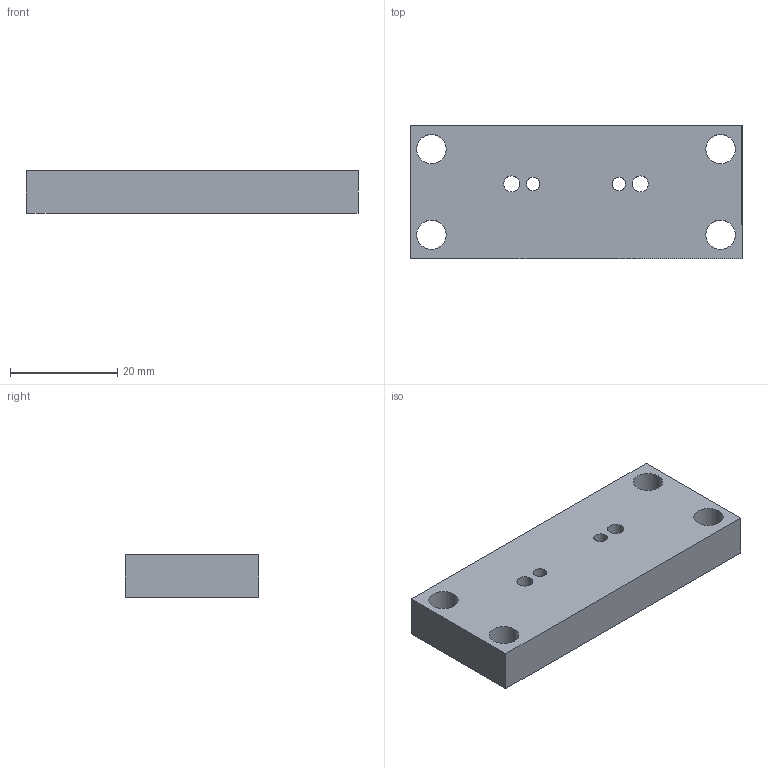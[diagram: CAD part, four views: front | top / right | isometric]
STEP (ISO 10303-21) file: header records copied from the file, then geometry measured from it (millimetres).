
FILE_DESCRIPTION (( 'STEP AP203' ), '1' );
FILE_NAME ('4-boite a ressort bas.STEP', '2024-12-16T09:45:03', ( '' ), ( '' ), 'SwSTEP 2.0', 'SolidWorks 2021', '' );
FILE_SCHEMA (( 'CONFIG_CONTROL_DESIGN' ));
Length unit declared in the file: millimetre
Products named in the file (1): 4-boite a ressort bas
Bounding box: 62 x 25 x 8 mm (x, y, z)
Volume: 10932.6 mm3; surface area: 5626.2 mm2
Topology: 1 solids, 1 shells, 45 faces, 110 edges, 70 vertices
Faces by surface type: cylinder 30, plane 11, cone 4
Entity records: 1433 total; most frequent: DIRECTION 258, CARTESIAN_POINT 222, ORIENTED_EDGE 212, EDGE_CURVE 106, AXIS2_PLACEMENT_3D 106, VERTEX_POINT 70, EDGE_LOOP 68, CIRCLE 60
